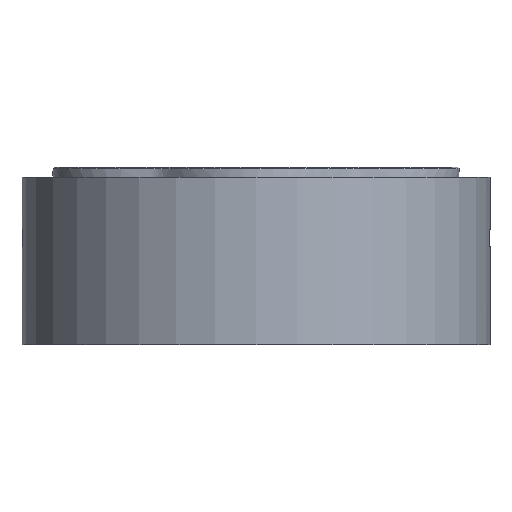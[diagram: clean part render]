
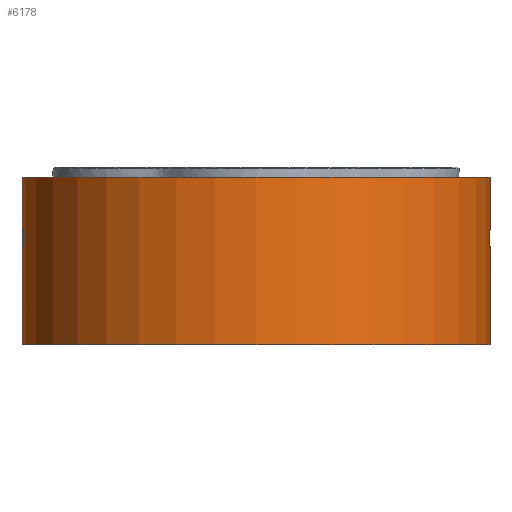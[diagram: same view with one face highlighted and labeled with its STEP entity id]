
A CAD part, front view. The second image highlights one B-rep face of the part: STEP entity #6178.
In plain terms, the highlighted cylindrical face has radius 36 mm (diameter 72 mm), a partial arc.
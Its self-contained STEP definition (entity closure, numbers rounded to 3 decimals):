
#322 = AXIS2_PLACEMENT_3D ( 'NONE', #7332, #6681, #8265 ) ;
#355 = CARTESIAN_POINT ( 'NONE',  ( 0., 0., 15.1 ) ) ;
#385 = VERTEX_POINT ( 'NONE', #9348 ) ;
#424 = CARTESIAN_POINT ( 'NONE',  ( -36., 0., 17.8 ) ) ;
#466 = ORIENTED_EDGE ( 'NONE', *, *, #2727, .T. ) ;
#481 = ORIENTED_EDGE ( 'NONE', *, *, #3784, .F. ) ;
#636 = VERTEX_POINT ( 'NONE', #9113 ) ;
#673 = VECTOR ( 'NONE', #1160, 1000. ) ;
#965 = VERTEX_POINT ( 'NONE', #5483 ) ;
#1140 = VERTEX_POINT ( 'NONE', #424 ) ;
#1160 = DIRECTION ( 'NONE',  ( 0., 0., -1. ) ) ;
#1175 = DIRECTION ( 'NONE',  ( 1., 0., 0. ) ) ;
#1194 = VERTEX_POINT ( 'NONE', #4534 ) ;
#1701 = DIRECTION ( 'NONE',  ( 1., 0., 0. ) ) ;
#1872 = ORIENTED_EDGE ( 'NONE', *, *, #7588, .T. ) ;
#1900 = ORIENTED_EDGE ( 'NONE', *, *, #3035, .F. ) ;
#1939 = CARTESIAN_POINT ( 'NONE',  ( -36., 0., 0. ) ) ;
#2092 = DIRECTION ( 'NONE',  ( 0., 0., -1. ) ) ;
#2211 = DIRECTION ( 'NONE',  ( 0., 0., -1. ) ) ;
#2214 = CARTESIAN_POINT ( 'NONE',  ( 36., 0., 0. ) ) ;
#2256 = LINE ( 'NONE', #6235, #9932 ) ;
#2287 = DIRECTION ( 'NONE',  ( 0., 0., 1. ) ) ;
#2432 = ORIENTED_EDGE ( 'NONE', *, *, #9441, .F. ) ;
#2459 = VECTOR ( 'NONE', #6639, 1000. ) ;
#2601 = VECTOR ( 'NONE', #8609, 1000. ) ;
#2722 = EDGE_CURVE ( 'NONE', #1140, #385, #4336, .T. ) ;
#2727 = EDGE_CURVE ( 'NONE', #4110, #6636, #6955, .T. ) ;
#3031 = DIRECTION ( 'NONE',  ( 0., 0., 1. ) ) ;
#3035 = EDGE_CURVE ( 'NONE', #965, #5668, #10253, .T. ) ;
#3306 = CARTESIAN_POINT ( 'NONE',  ( 36., 0., 25.8 ) ) ;
#3322 = LINE ( 'NONE', #9104, #6110 ) ;
#3453 = EDGE_CURVE ( 'NONE', #4651, #636, #3535, .T. ) ;
#3488 = VECTOR ( 'NONE', #3031, 1000. ) ;
#3535 = LINE ( 'NONE', #6042, #2601 ) ;
#3650 = AXIS2_PLACEMENT_3D ( 'NONE', #4655, #2211, #3903 ) ;
#3784 = EDGE_CURVE ( 'NONE', #4537, #5568, #10433, .T. ) ;
#3899 = ORIENTED_EDGE ( 'NONE', *, *, #7976, .T. ) ;
#3903 = DIRECTION ( 'NONE',  ( -1., 0., 0. ) ) ;
#4110 = VERTEX_POINT ( 'NONE', #1939 ) ;
#4149 = ORIENTED_EDGE ( 'NONE', *, *, #3453, .F. ) ;
#4336 = CIRCLE ( 'NONE', #7648, 36. ) ;
#4362 = AXIS2_PLACEMENT_3D ( 'NONE', #7271, #7160, #8151 ) ;
#4379 = EDGE_CURVE ( 'NONE', #1194, #1140, #5469, .T. ) ;
#4398 = CARTESIAN_POINT ( 'NONE',  ( -35.891, -2.8, 15.1 ) ) ;
#4534 = CARTESIAN_POINT ( 'NONE',  ( -36., 0., 25.8 ) ) ;
#4537 = VERTEX_POINT ( 'NONE', #9676 ) ;
#4543 = CARTESIAN_POINT ( 'NONE',  ( -36., 0., 25.8 ) ) ;
#4555 = DIRECTION ( 'NONE',  ( 0., 0., 1. ) ) ;
#4561 = VERTEX_POINT ( 'NONE', #5360 ) ;
#4651 = VERTEX_POINT ( 'NONE', #5688 ) ;
#4655 = CARTESIAN_POINT ( 'NONE',  ( 0., 0., 25.8 ) ) ;
#4810 = ORIENTED_EDGE ( 'NONE', *, *, #2722, .T. ) ;
#5027 = CARTESIAN_POINT ( 'NONE',  ( 0., 0., 0. ) ) ;
#5045 = CIRCLE ( 'NONE', #322, 36. ) ;
#5055 = DIRECTION ( 'NONE',  ( 0., 0., -1. ) ) ;
#5162 = CARTESIAN_POINT ( 'NONE',  ( 36., 0., 15.1 ) ) ;
#5360 = CARTESIAN_POINT ( 'NONE',  ( 35.891, -2.8, 17.8 ) ) ;
#5469 = LINE ( 'NONE', #4543, #673 ) ;
#5483 = CARTESIAN_POINT ( 'NONE',  ( 35.891, -2.8, 15.1 ) ) ;
#5568 = VERTEX_POINT ( 'NONE', #4398 ) ;
#5668 = VERTEX_POINT ( 'NONE', #5162 ) ;
#5688 = CARTESIAN_POINT ( 'NONE',  ( 36., 0., 25.8 ) ) ;
#5810 = LINE ( 'NONE', #3306, #2459 ) ;
#5902 = AXIS2_PLACEMENT_3D ( 'NONE', #355, #2287, #9645 ) ;
#6042 = CARTESIAN_POINT ( 'NONE',  ( 36., 0., 25.8 ) ) ;
#6110 = VECTOR ( 'NONE', #5055, 1000. ) ;
#6178 = ADVANCED_FACE ( 'NONE', ( #9518 ), #7937, .T. ) ;
#6235 = CARTESIAN_POINT ( 'NONE',  ( -35.891, -2.8, 25.8 ) ) ;
#6575 = ORIENTED_EDGE ( 'NONE', *, *, #4379, .T. ) ;
#6622 = ORIENTED_EDGE ( 'NONE', *, *, #6652, .T. ) ;
#6626 = DIRECTION ( 'NONE',  ( 0., 0., 1. ) ) ;
#6636 = VERTEX_POINT ( 'NONE', #2214 ) ;
#6639 = DIRECTION ( 'NONE',  ( 0., 0., -1. ) ) ;
#6652 = EDGE_CURVE ( 'NONE', #965, #4561, #8759, .T. ) ;
#6681 = DIRECTION ( 'NONE',  ( 0., 0., 1. ) ) ;
#6955 = CIRCLE ( 'NONE', #8528, 36. ) ;
#7160 = DIRECTION ( 'NONE',  ( 0., 0., 1. ) ) ;
#7172 = EDGE_CURVE ( 'NONE', #385, #5568, #2256, .T. ) ;
#7200 = EDGE_LOOP ( 'NONE', ( #4149, #2432, #6575, #4810, #9829, #481, #3899, #466, #7314, #1900, #6622, #1872 ) ) ;
#7271 = CARTESIAN_POINT ( 'NONE',  ( 0., 0., 25.8 ) ) ;
#7314 = ORIENTED_EDGE ( 'NONE', *, *, #8773, .F. ) ;
#7332 = CARTESIAN_POINT ( 'NONE',  ( 0., 0., 17.8 ) ) ;
#7588 = EDGE_CURVE ( 'NONE', #4561, #636, #5045, .T. ) ;
#7648 = AXIS2_PLACEMENT_3D ( 'NONE', #9181, #6626, #1701 ) ;
#7937 = CYLINDRICAL_SURFACE ( 'NONE', #3650, 36. ) ;
#7976 = EDGE_CURVE ( 'NONE', #4537, #4110, #3322, .T. ) ;
#8151 = DIRECTION ( 'NONE',  ( 1., 0., 0. ) ) ;
#8265 = DIRECTION ( 'NONE',  ( 1., 0., 0. ) ) ;
#8372 = DIRECTION ( 'NONE',  ( 1., 0., 0. ) ) ;
#8528 = AXIS2_PLACEMENT_3D ( 'NONE', #5027, #9941, #8372 ) ;
#8609 = DIRECTION ( 'NONE',  ( 0., 0., -1. ) ) ;
#8660 = CARTESIAN_POINT ( 'NONE',  ( 0., 0., 15.1 ) ) ;
#8759 = LINE ( 'NONE', #10503, #3488 ) ;
#8773 = EDGE_CURVE ( 'NONE', #5668, #6636, #5810, .T. ) ;
#9061 = AXIS2_PLACEMENT_3D ( 'NONE', #8660, #4555, #1175 ) ;
#9104 = CARTESIAN_POINT ( 'NONE',  ( -36., 0., 25.8 ) ) ;
#9113 = CARTESIAN_POINT ( 'NONE',  ( 36., 0., 17.8 ) ) ;
#9181 = CARTESIAN_POINT ( 'NONE',  ( 0., 0., 17.8 ) ) ;
#9348 = CARTESIAN_POINT ( 'NONE',  ( -35.891, -2.8, 17.8 ) ) ;
#9417 = CIRCLE ( 'NONE', #4362, 36. ) ;
#9441 = EDGE_CURVE ( 'NONE', #1194, #4651, #9417, .T. ) ;
#9518 = FACE_OUTER_BOUND ( 'NONE', #7200, .T. ) ;
#9645 = DIRECTION ( 'NONE',  ( 1., 0., 0. ) ) ;
#9676 = CARTESIAN_POINT ( 'NONE',  ( -36., 0., 15.1 ) ) ;
#9829 = ORIENTED_EDGE ( 'NONE', *, *, #7172, .T. ) ;
#9932 = VECTOR ( 'NONE', #2092, 1000. ) ;
#9941 = DIRECTION ( 'NONE',  ( 0., 0., 1. ) ) ;
#10253 = CIRCLE ( 'NONE', #5902, 36. ) ;
#10433 = CIRCLE ( 'NONE', #9061, 36. ) ;
#10503 = CARTESIAN_POINT ( 'NONE',  ( 35.891, -2.8, 25.8 ) ) ;
